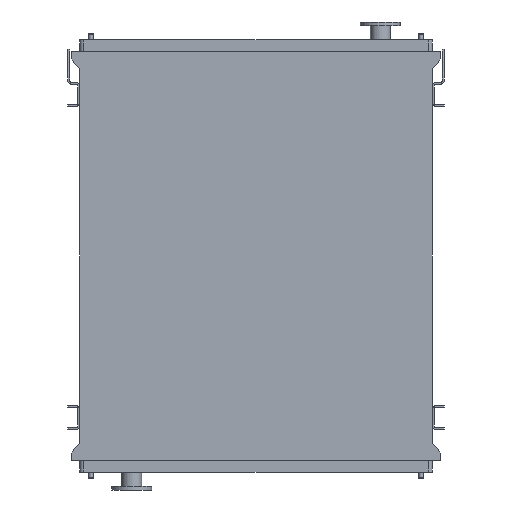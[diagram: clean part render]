
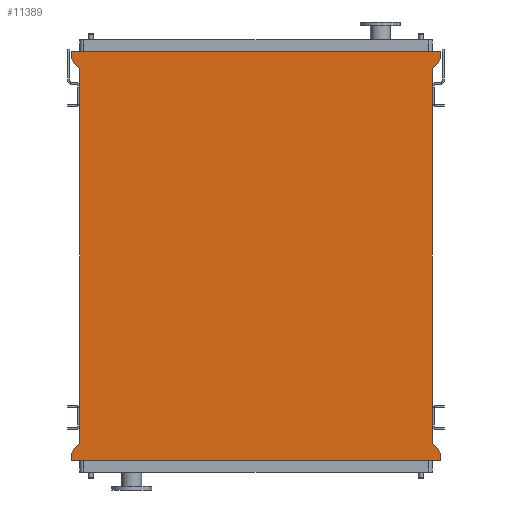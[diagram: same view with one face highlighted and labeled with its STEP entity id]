
A CAD part, front view. The second image highlights one B-rep face of the part: STEP entity #11389.
In plain terms, the highlighted planar face has unit normal (0, -1, 0).
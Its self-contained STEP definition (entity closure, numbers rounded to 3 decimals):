
#16 = VECTOR ( 'NONE', #12770, 1000. ) ;
#58 = VERTEX_POINT ( 'NONE', #10417 ) ;
#122 = ORIENTED_EDGE ( 'NONE', *, *, #2338, .F. ) ;
#302 = VECTOR ( 'NONE', #5462, 1000. ) ;
#323 = EDGE_CURVE ( 'NONE', #14171, #2170, #2676, .T. ) ;
#582 = FACE_OUTER_BOUND ( 'NONE', #12305, .T. ) ;
#964 = CARTESIAN_POINT ( 'NONE',  ( 1011., 0., -2103. ) ) ;
#1069 = EDGE_CURVE ( 'NONE', #5721, #2170, #10157, .T. ) ;
#1210 = DIRECTION ( 'NONE',  ( 0.655, 0., 0.755 ) ) ;
#1212 = EDGE_CURVE ( 'NONE', #3082, #5721, #12292, .T. ) ;
#1240 = VECTOR ( 'NONE', #14906, 1000. ) ;
#1265 = CARTESIAN_POINT ( 'NONE',  ( -965., 0., -2050. ) ) ;
#1327 = EDGE_CURVE ( 'NONE', #16057, #16357, #4316, .T. ) ;
#1438 = EDGE_CURVE ( 'NONE', #16394, #16057, #8013, .T. ) ;
#1467 = CARTESIAN_POINT ( 'NONE',  ( 965., 0., -2050. ) ) ;
#1680 = EDGE_CURVE ( 'NONE', #16433, #58, #15019, .T. ) ;
#1705 = VERTEX_POINT ( 'NONE', #964 ) ;
#1761 = ORIENTED_EDGE ( 'NONE', *, *, #323, .T. ) ;
#1918 = VECTOR ( 'NONE', #13912, 1000. ) ;
#2076 = EDGE_CURVE ( 'NONE', #4164, #16433, #8415, .T. ) ;
#2150 = VECTOR ( 'NONE', #3089, 1000. ) ;
#2170 = VERTEX_POINT ( 'NONE', #9110 ) ;
#2176 = CARTESIAN_POINT ( 'NONE',  ( -1011., 0., -2145. ) ) ;
#2212 = VECTOR ( 'NONE', #10966, 1000. ) ;
#2222 = EDGE_CURVE ( 'NONE', #4093, #4164, #5870, .T. ) ;
#2306 = CARTESIAN_POINT ( 'NONE',  ( 1011., 0., -2145. ) ) ;
#2338 = EDGE_CURVE ( 'NONE', #1705, #4093, #14372, .T. ) ;
#2456 = EDGE_CURVE ( 'NONE', #14171, #1705, #9703, .T. ) ;
#2475 = CARTESIAN_POINT ( 'NONE',  ( 1011., 0., 95. ) ) ;
#2513 = CARTESIAN_POINT ( 'NONE',  ( 1011., 0., 95. ) ) ;
#2600 = CARTESIAN_POINT ( 'NONE',  ( -1011., 0., -2103. ) ) ;
#2676 = LINE ( 'NONE', #1467, #2212 ) ;
#2719 = ORIENTED_EDGE ( 'NONE', *, *, #1327, .F. ) ;
#3082 = VERTEX_POINT ( 'NONE', #2513 ) ;
#3089 = DIRECTION ( 'NONE',  ( 0.655, 0., -0.755 ) ) ;
#3350 = CARTESIAN_POINT ( 'NONE',  ( 965., 0., -2050. ) ) ;
#3364 = DIRECTION ( 'NONE',  ( 1., 0., 0. ) ) ;
#3449 = CARTESIAN_POINT ( 'NONE',  ( 1011., 0., 53. ) ) ;
#4093 = VERTEX_POINT ( 'NONE', #10637 ) ;
#4147 = ORIENTED_EDGE ( 'NONE', *, *, #2456, .F. ) ;
#4164 = VERTEX_POINT ( 'NONE', #7681 ) ;
#4316 = LINE ( 'NONE', #11985, #302 ) ;
#4459 = AXIS2_PLACEMENT_3D ( 'NONE', #5612, #5127, #4954 ) ;
#4954 = DIRECTION ( 'NONE',  ( 0., 0., -1. ) ) ;
#4980 = VECTOR ( 'NONE', #1210, 1000. ) ;
#5127 = DIRECTION ( 'NONE',  ( 0., -1., 0. ) ) ;
#5188 = PLANE ( 'NONE',  #4459 ) ;
#5348 = VECTOR ( 'NONE', #3364, 1000. ) ;
#5411 = CARTESIAN_POINT ( 'NONE',  ( -1011., 0., 95. ) ) ;
#5462 = DIRECTION ( 'NONE',  ( 0., 0., 1. ) ) ;
#5612 = CARTESIAN_POINT ( 'NONE',  ( -965., 0., -2050. ) ) ;
#5721 = VERTEX_POINT ( 'NONE', #3449 ) ;
#5725 = ORIENTED_EDGE ( 'NONE', *, *, #1069, .F. ) ;
#5870 = LINE ( 'NONE', #2306, #1918 ) ;
#7081 = ORIENTED_EDGE ( 'NONE', *, *, #13529, .F. ) ;
#7681 = CARTESIAN_POINT ( 'NONE',  ( -1011., 0., -2145. ) ) ;
#7690 = CARTESIAN_POINT ( 'NONE',  ( -965., 0., 0. ) ) ;
#8013 = LINE ( 'NONE', #7690, #10366 ) ;
#8413 = EDGE_CURVE ( 'NONE', #16357, #3082, #15282, .T. ) ;
#8415 = LINE ( 'NONE', #2176, #11178 ) ;
#9110 = CARTESIAN_POINT ( 'NONE',  ( 965., 0., 0. ) ) ;
#9703 = LINE ( 'NONE', #3350, #2150 ) ;
#9785 = ORIENTED_EDGE ( 'NONE', *, *, #1212, .F. ) ;
#10157 = LINE ( 'NONE', #15677, #12982 ) ;
#10366 = VECTOR ( 'NONE', #10510, 1000. ) ;
#10417 = CARTESIAN_POINT ( 'NONE',  ( -965., 0., -2050. ) ) ;
#10442 = CARTESIAN_POINT ( 'NONE',  ( -1011., 0., -2103. ) ) ;
#10510 = DIRECTION ( 'NONE',  ( -0.655, 0., 0.755 ) ) ;
#10620 = CARTESIAN_POINT ( 'NONE',  ( -965., 0., 0. ) ) ;
#10637 = CARTESIAN_POINT ( 'NONE',  ( 1011., 0., -2145. ) ) ;
#10966 = DIRECTION ( 'NONE',  ( 0., 0., 1. ) ) ;
#11051 = ORIENTED_EDGE ( 'NONE', *, *, #2076, .F. ) ;
#11178 = VECTOR ( 'NONE', #15174, 1000. ) ;
#11389 = ADVANCED_FACE ( 'NONE', ( #582 ), #5188, .T. ) ;
#11415 = CARTESIAN_POINT ( 'NONE',  ( -1011., 0., 95. ) ) ;
#11948 = VECTOR ( 'NONE', #12422, 1000. ) ;
#11985 = CARTESIAN_POINT ( 'NONE',  ( -1011., 0., 53. ) ) ;
#12184 = CARTESIAN_POINT ( 'NONE',  ( 965., 0., -2050. ) ) ;
#12240 = CARTESIAN_POINT ( 'NONE',  ( -1011., 0., 53. ) ) ;
#12292 = LINE ( 'NONE', #2475, #1240 ) ;
#12305 = EDGE_LOOP ( 'NONE', ( #1761, #5725, #9785, #13026, #2719, #16140, #7081, #13737, #11051, #14119, #122, #4147 ) ) ;
#12422 = DIRECTION ( 'NONE',  ( 0., 0., 1. ) ) ;
#12621 = LINE ( 'NONE', #1265, #11948 ) ;
#12770 = DIRECTION ( 'NONE',  ( 0., 0., -1. ) ) ;
#12982 = VECTOR ( 'NONE', #15589, 1000. ) ;
#13009 = CARTESIAN_POINT ( 'NONE',  ( 1011., 0., -2103. ) ) ;
#13026 = ORIENTED_EDGE ( 'NONE', *, *, #8413, .F. ) ;
#13529 = EDGE_CURVE ( 'NONE', #58, #16394, #12621, .T. ) ;
#13737 = ORIENTED_EDGE ( 'NONE', *, *, #1680, .F. ) ;
#13912 = DIRECTION ( 'NONE',  ( -1., 0., 0. ) ) ;
#14119 = ORIENTED_EDGE ( 'NONE', *, *, #2222, .F. ) ;
#14171 = VERTEX_POINT ( 'NONE', #12184 ) ;
#14372 = LINE ( 'NONE', #13009, #16 ) ;
#14906 = DIRECTION ( 'NONE',  ( 0., 0., -1. ) ) ;
#15019 = LINE ( 'NONE', #2600, #4980 ) ;
#15174 = DIRECTION ( 'NONE',  ( 0., 0., 1. ) ) ;
#15282 = LINE ( 'NONE', #5411, #5348 ) ;
#15589 = DIRECTION ( 'NONE',  ( -0.655, 0., -0.755 ) ) ;
#15677 = CARTESIAN_POINT ( 'NONE',  ( 1011., 0., 53. ) ) ;
#16057 = VERTEX_POINT ( 'NONE', #12240 ) ;
#16140 = ORIENTED_EDGE ( 'NONE', *, *, #1438, .F. ) ;
#16357 = VERTEX_POINT ( 'NONE', #11415 ) ;
#16394 = VERTEX_POINT ( 'NONE', #10620 ) ;
#16433 = VERTEX_POINT ( 'NONE', #10442 ) ;
